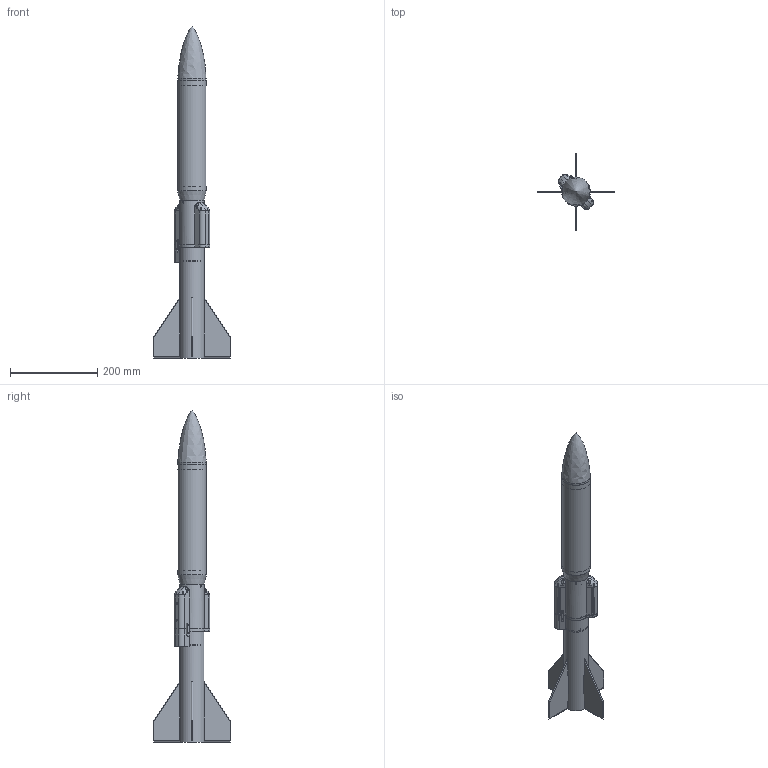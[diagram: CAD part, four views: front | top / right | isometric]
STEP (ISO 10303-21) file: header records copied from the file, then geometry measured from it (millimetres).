
FILE_DESCRIPTION(/* description */ ('STEP AP242','CAx-IF Rec.Pracs.---Representation and Presentation of Product Manufacturing Information (PMI)---4.0---2014-10-13','CAx-IF Rec.Pracs.---3D Tessellated Geometry---0.4---2014-09-14','2;1'),/* implementation_level */ '2;1');
FILE_NAME(/* name */ '66d0258ea7fd36168ae8f17b',/* time_stamp */ '2024-08-29T07:38:55Z',/* author */ (''),/* organization */ (''),/* preprocessor_version */ 'ST-DEVELOPER v20',/* originating_system */ ' ',/* authorisation */ ' ');
FILE_SCHEMA (('AP242_MANAGED_MODEL_BASED_3D_ENGINEERING_MIM_LF { 1 0 10303 442 1 1 4 }'));
Length unit declared in the file: metre
Products named in the file (20): Assembly 1; Part 1; Part 6; Part 2; Part 3; Part 5; Part 8; Gear; Part 4; Part 7; Rack
Assembly tree (25 placements, depth 2):
  Assembly 1
    Part 1  x4
    Part 1
    Part 6
    Part 2
    Part 1
    Part 3
    Part 5
    Part 2
    Part 3  x2
    Part 8  x2
    Part 2
    Gear  x2
    Part 4
    Part 7
    Part 1
    Part 1
    Part 1
    Rack
    Part 1
Bounding box: 176.19 x 176.19 x 763.07 mm (x, y, z)
Volume: 364009.7 mm3; surface area: 425512.5 mm2
Topology: 25 solids, 25 shells, 1329 faces, 4135 edges, 3001 vertices
Faces by surface type: plane 798, cylinder 387, bspline 114, torus 25, cone 3, sphere 2
Full cylindrical faces by diameter (mm): 0.2 x1, 0.5 x1, 1.4 x2, 1.6 x2, 1.7 x4, 1.8 x16, 2 x4, 2.4 x2, 2.8 x18, 3.6 x2, 3.8 x6, 4 x17, 5 x5, 6 x2, 6.4 x2, 14 x2, 49.9 x1, 52.9 x1, 53.3 x1, 55.3 x2, 55.4 x1, 56.3 x3, 59.6 x1, 61.2 x1, 65 x2, 65.2 x1, 66 x1, 66.1 x1
Entity records: 49527 total; most frequent: CARTESIAN_POINT 16813, ORIENTED_EDGE 6872, DIRECTION 5840, EDGE_CURVE 3436, VERTEX_POINT 2599, LINE 2042, VECTOR 2042, AXIS2_PLACEMENT_3D 1899
